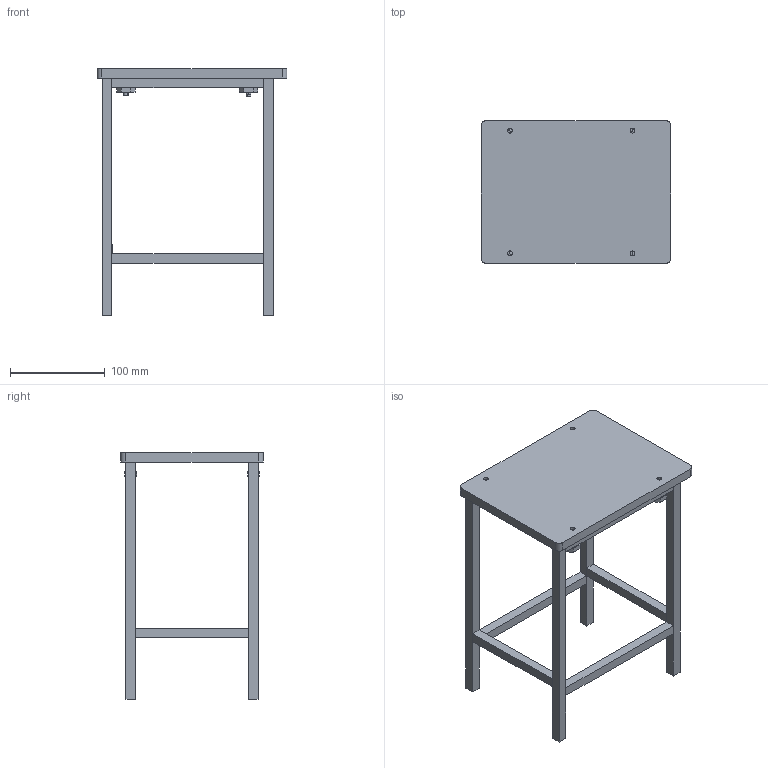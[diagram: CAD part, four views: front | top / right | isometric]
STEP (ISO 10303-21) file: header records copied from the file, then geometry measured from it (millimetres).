
FILE_DESCRIPTION (( 'STEP AP214' ), '1' );
FILE_NAME ('蚾饜极2.1.STEP', '2025-01-17T14:40:24', ( '' ), ( '' ), 'SwSTEP 2.0', 'SolidWorks 2024', '' );
FILE_SCHEMA (( 'AUTOMOTIVE_DESIGN' ));
Length unit declared in the file: millimetre
Products named in the file (8): 零件2.2; 零件2.6; 零件2.5; 装配体2.1; 零件2.7; 零件2.3; 零件2.4; 零件2.1
Assembly tree (19 placements, depth 2):
  装配体2.1
    零件2.1
    零件2.5  x4
    零件2.7  x2
    零件2.6  x4
    零件2.2  x4
    零件2.3  x2
    零件2.4  x2
Bounding box: 200 x 150 x 260 mm (x, y, z)
Volume: 401762.9 mm3; surface area: 200955.5 mm2
Topology: 19 solids, 19 shells, 198 faces, 480 edges, 316 vertices
Faces by surface type: plane 146, cylinder 44, cone 8
Entity records: 2825 total; most frequent: DIRECTION 460, CARTESIAN_POINT 441, ORIENTED_EDGE 404, EDGE_CURVE 202, AXIS2_PLACEMENT_3D 154, LINE 152, VECTOR 152, VERTEX_POINT 135
